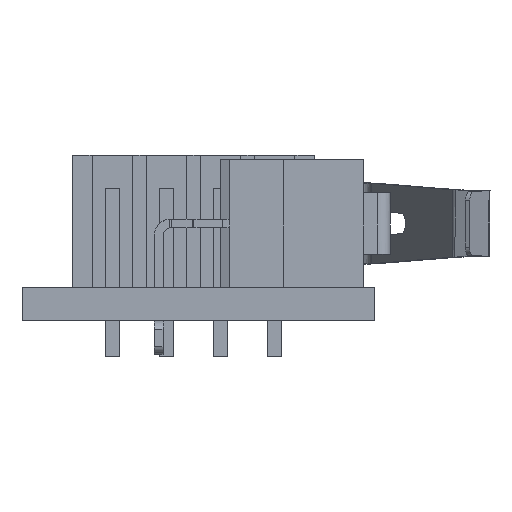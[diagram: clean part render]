
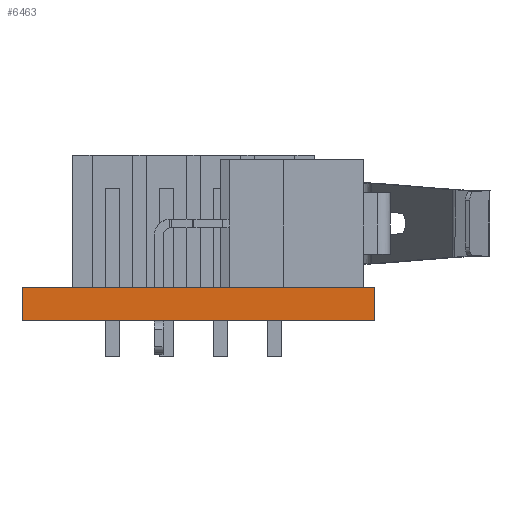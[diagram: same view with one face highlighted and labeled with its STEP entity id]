
A CAD part, front view. The second image highlights one B-rep face of the part: STEP entity #6463.
In plain terms, the highlighted planar face has unit normal (0, -1, 0).
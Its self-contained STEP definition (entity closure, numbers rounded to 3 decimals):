
#6345=CARTESIAN_POINT('Line Origine',(-8.,-34.35,2.4)) ;
#6349=CARTESIAN_POINT('Vertex',(-8.,-34.35,3.15)) ;
#6351=CARTESIAN_POINT('Vertex',(-8.,-34.35,1.65)) ;
#6420=CARTESIAN_POINT('Vertex',(8.,-34.35,3.15)) ;
#6423=CARTESIAN_POINT('Line Origine',(8.,-34.35,2.4)) ;
#6427=CARTESIAN_POINT('Vertex',(8.,-34.35,1.65)) ;
#6442=CARTESIAN_POINT('Axis2P3D Location',(-8.,-34.35,3.15)) ;
#6447=CARTESIAN_POINT('Line Origine',(0.,-34.35,3.15)) ;
#6452=CARTESIAN_POINT('Line Origine',(0.,-34.35,1.65)) ;
#6346=DIRECTION('Vector Direction',(0.,0.,-1.)) ;
#6424=DIRECTION('Vector Direction',(0.,0.,-1.)) ;
#6443=DIRECTION('Axis2P3D Direction',(-0.,1.,0.)) ;
#6444=DIRECTION('Axis2P3D XDirection',(1.,0.,0.)) ;
#6448=DIRECTION('Vector Direction',(1.,0.,0.)) ;
#6453=DIRECTION('Vector Direction',(1.,0.,0.)) ;
#6445=AXIS2_PLACEMENT_3D('Plane Axis2P3D',#6442,#6443,#6444) ;
#6458=ORIENTED_EDGE('',*,*,#6429,.F.) ;
#6459=ORIENTED_EDGE('',*,*,#6451,.T.) ;
#6460=ORIENTED_EDGE('',*,*,#6353,.T.) ;
#6461=ORIENTED_EDGE('',*,*,#6456,.F.) ;
#6347=VECTOR('Line Direction',#6346,1.) ;
#6425=VECTOR('Line Direction',#6424,1.) ;
#6449=VECTOR('Line Direction',#6448,1.) ;
#6454=VECTOR('Line Direction',#6453,1.) ;
#6463=ADVANCED_FACE('Corps principal',(#6462),#6446,.F.) ;
#6353=EDGE_CURVE('',#6350,#6352,#6348,.T.) ;
#6429=EDGE_CURVE('',#6421,#6428,#6426,.T.) ;
#6451=EDGE_CURVE('',#6421,#6350,#6450,.F.) ;
#6456=EDGE_CURVE('',#6428,#6352,#6455,.F.) ;
#6457=EDGE_LOOP('',(#6458,#6459,#6460,#6461)) ;
#6462=FACE_OUTER_BOUND('',#6457,.T.) ;
#6348=LINE('Line',#6345,#6347) ;
#6426=LINE('Line',#6423,#6425) ;
#6450=LINE('Line',#6447,#6449) ;
#6455=LINE('Line',#6452,#6454) ;
#6446=PLANE('Plane',#6445) ;
#6350=VERTEX_POINT('',#6349) ;
#6352=VERTEX_POINT('',#6351) ;
#6421=VERTEX_POINT('',#6420) ;
#6428=VERTEX_POINT('',#6427) ;
